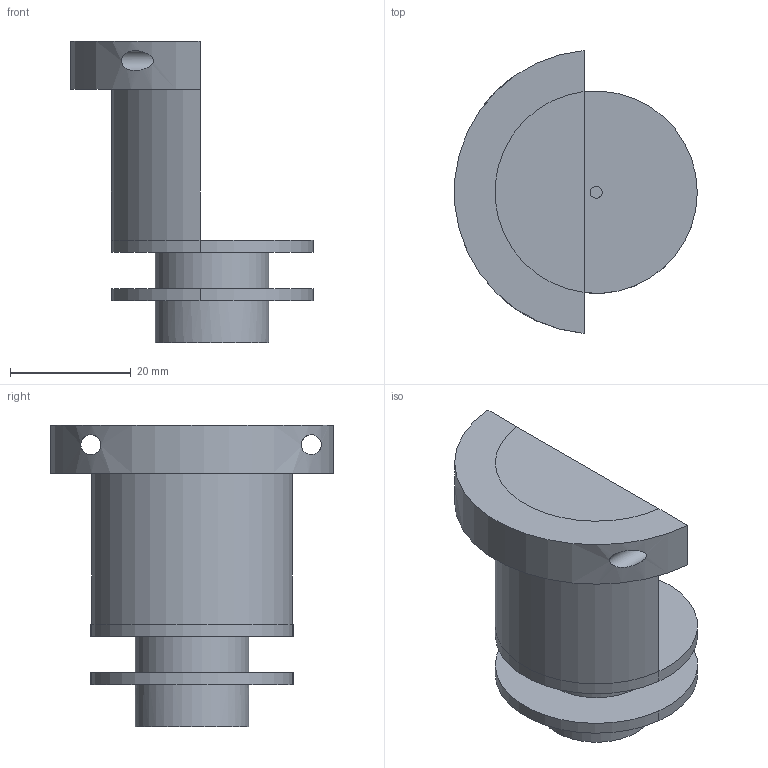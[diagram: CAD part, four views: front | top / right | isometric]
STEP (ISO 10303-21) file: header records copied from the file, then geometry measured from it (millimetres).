
FILE_DESCRIPTION(('FreeCAD Model'),'2;1');
FILE_NAME('Open CASCADE Shape Model','2023-08-07T13:01:00',('Author'),( ''),'Open CASCADE STEP processor 7.6','FreeCAD','Unknown');
FILE_SCHEMA(('AUTOMOTIVE_DESIGN { 1 0 10303 214 1 1 1 1 }'));
Length unit declared in the file: millimetre
Products named in the file (1): Cut007 (Solid)
Bounding box: 40.16 x 46.83 x 50 mm (x, y, z)
Volume: 22408 mm3; surface area: 8246.1 mm2
Topology: 1 solids, 1 shells, 24 faces, 51 edges, 32 vertices
Faces by surface type: cylinder 13, plane 11
Full cylindrical faces by diameter (mm): 2 x1, 3.3 x2, 18.8 x2
Entity records: 2117 total; most frequent: CARTESIAN_POINT 1047, DIRECTION 198, ORIENTED_EDGE 102, PCURVE 102, DEFINITIONAL_REPRESENTATION 102, LINE 74, VECTOR 74, AXIS2_PLACEMENT_3D 51
